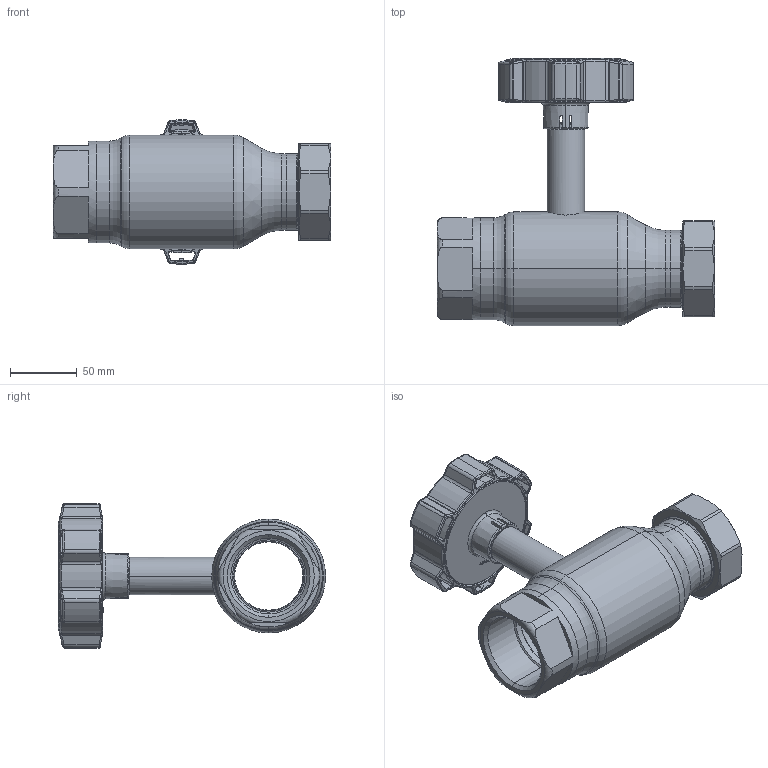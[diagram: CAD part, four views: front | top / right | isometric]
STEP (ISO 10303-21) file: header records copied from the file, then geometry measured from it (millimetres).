
FILE_DESCRIPTION (( 'STEP AP214' ), '1' );
FILE_NAME ('1050002201-1200.step', '2024-01-16T11:15:48', ( '' ), ( '' ), 'SwSTEP 2.0', 'SolidWorks 2021', '' );
FILE_SCHEMA (( 'AUTOMOTIVE_DESIGN' ));
Length unit declared in the file: millimetre
Products named in the file (1): 1050002201-1200
Bounding box: 207.2 x 199.65 x 107.98 mm (x, y, z)
Surface area: 131959.7 mm2 (no closed solid volume)
Topology: 0 solids, 12 shells, 562 faces, 1596 edges, 1016 vertices
Faces by surface type: bspline 154, cylinder 138, plane 122, torus 83, cone 61, sphere 4
Entity records: 32739 total; most frequent: CARTESIAN_POINT 13440, ORIENTED_EDGE 2843, DIRECTION 2400, EDGE_CURVE 1596, VERTEX_POINT 1016, AXIS2_PLACEMENT_3D 953, EDGE_LOOP 595, UNCERTAINTY_MEASURE_WITH_UNIT 564
